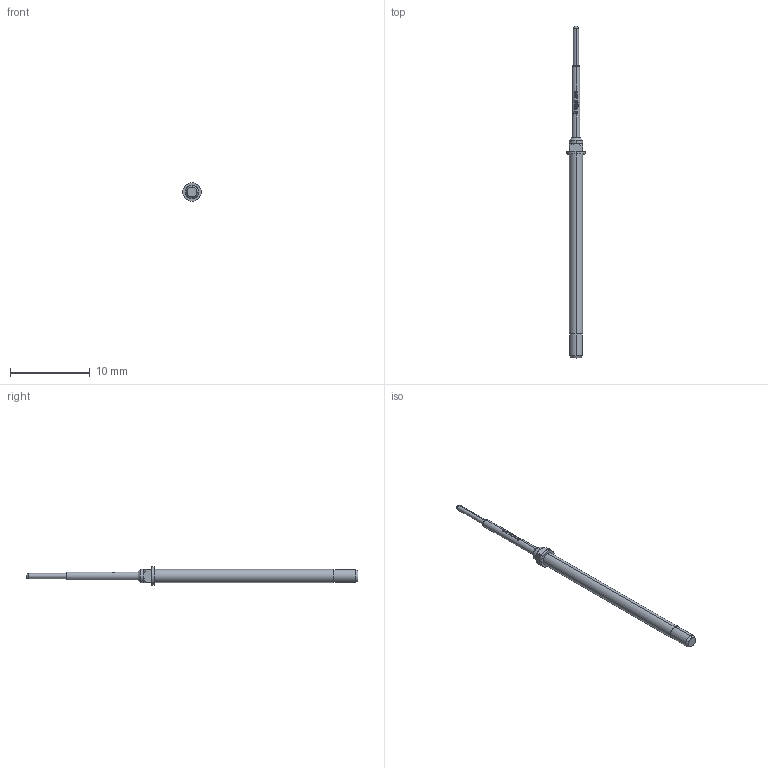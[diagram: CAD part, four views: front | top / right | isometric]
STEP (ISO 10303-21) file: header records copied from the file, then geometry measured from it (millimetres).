
FILE_DESCRIPTION (( 'STEP AP203' ), '1' );
FILE_NAME ('INGUN_GKS-112_355_064_A_xx02_M-L2.STEP', '2023-09-18T08:19:05', ( '' ), ( '' ), 'SwSTEP 2.0', 'SolidWorks 2021', '' );
FILE_SCHEMA (( 'CONFIG_CONTROL_DESIGN' ));
Length unit declared in the file: millimetre
Products named in the file (1): INGUN_GKS-112_355_064_A_xx02_M-L2
Bounding box: 2.3 x 41.5 x 2.3 mm (x, y, z)
Volume: 68.1 mm3; surface area: 188.8 mm2
Topology: 1 solids, 1 shells, 109 faces, 296 edges, 192 vertices
Faces by surface type: plane 52, bspline 22, cylinder 22, cone 10, torus 2, sphere 1
Entity records: 3782 total; most frequent: CARTESIAN_POINT 1133, ORIENTED_EDGE 586, DIRECTION 475, EDGE_CURVE 293, VERTEX_POINT 190, AXIS2_PLACEMENT_3D 188, EDGE_LOOP 113, FACE_OUTER_BOUND 109
